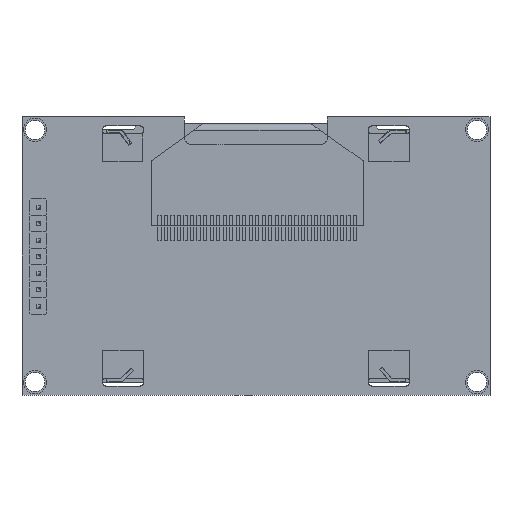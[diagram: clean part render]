
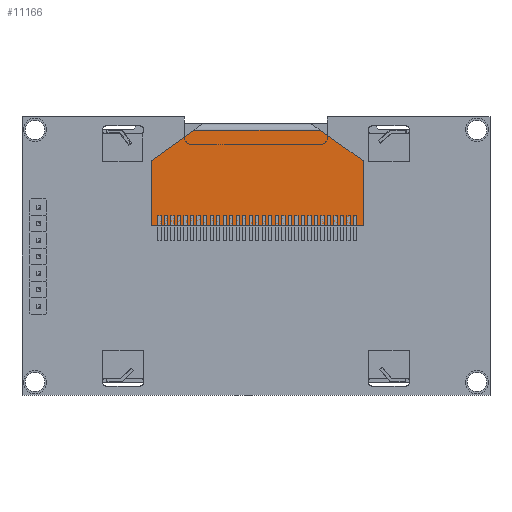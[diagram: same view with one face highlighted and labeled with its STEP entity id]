
A CAD part, front view. The second image highlights one B-rep face of the part: STEP entity #11166.
In plain terms, the highlighted planar face has unit normal (0, -1, 0).
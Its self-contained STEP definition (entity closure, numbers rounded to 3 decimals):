
#597=PLANE('',#12236);
#1297=FACE_OUTER_BOUND('',#2045,.T.);
#2045=EDGE_LOOP('',(#9627,#9628,#9629,#9630,#9631,#9632));
#3031=LINE('',#18030,#4262);
#3032=LINE('',#18032,#4263);
#3033=LINE('',#18034,#4264);
#3034=LINE('',#18036,#4265);
#3035=LINE('',#18038,#4266);
#3036=LINE('',#18039,#4267);
#4262=VECTOR('',#14758,10.);
#4263=VECTOR('',#14759,10.);
#4264=VECTOR('',#14760,10.);
#4265=VECTOR('',#14761,10.);
#4266=VECTOR('',#14762,10.);
#4267=VECTOR('',#14763,10.);
#5679=VERTEX_POINT('',#18028);
#5680=VERTEX_POINT('',#18029);
#5681=VERTEX_POINT('',#18031);
#5682=VERTEX_POINT('',#18033);
#5683=VERTEX_POINT('',#18035);
#5684=VERTEX_POINT('',#18037);
#7035=EDGE_CURVE('',#5679,#5680,#3031,.T.);
#7036=EDGE_CURVE('',#5681,#5680,#3032,.T.);
#7037=EDGE_CURVE('',#5681,#5682,#3033,.T.);
#7038=EDGE_CURVE('',#5683,#5682,#3034,.T.);
#7039=EDGE_CURVE('',#5683,#5684,#3035,.T.);
#7040=EDGE_CURVE('',#5679,#5684,#3036,.T.);
#9627=ORIENTED_EDGE('',*,*,#7035,.T.);
#9628=ORIENTED_EDGE('',*,*,#7036,.F.);
#9629=ORIENTED_EDGE('',*,*,#7037,.T.);
#9630=ORIENTED_EDGE('',*,*,#7038,.F.);
#9631=ORIENTED_EDGE('',*,*,#7039,.T.);
#9632=ORIENTED_EDGE('',*,*,#7040,.F.);
#11166=ADVANCED_FACE('',(#1297),#597,.T.);
#12236=AXIS2_PLACEMENT_3D('',#18027,#14756,#14757);
#14756=DIRECTION('center_axis',(0.,-1.,0.));
#14757=DIRECTION('ref_axis',(0.,0.,-1.));
#14758=DIRECTION('',(-0.816,0.,0.578));
#14759=DIRECTION('',(1.,0.,0.));
#14760=DIRECTION('',(-0.812,0.,-0.584));
#14761=DIRECTION('',(0.,0.,1.));
#14762=DIRECTION('',(1.,0.,0.));
#14763=DIRECTION('',(0.,0.,-1.));
#18027=CARTESIAN_POINT('Origin',(23.845,-0.05,43.152));
#18028=CARTESIAN_POINT('',(56.445,-0.05,38.487));
#18029=CARTESIAN_POINT('',(49.857,-0.05,43.152));
#18030=CARTESIAN_POINT('',(44.489,-0.05,46.954));
#18031=CARTESIAN_POINT('',(30.335,-0.05,43.152));
#18032=CARTESIAN_POINT('',(23.845,-0.05,43.152));
#18033=CARTESIAN_POINT('',(23.845,-0.05,38.487));
#18034=CARTESIAN_POINT('',(28.95,-0.05,42.157));
#18035=CARTESIAN_POINT('',(23.845,-0.05,28.487));
#18036=CARTESIAN_POINT('',(23.845,-0.05,28.487));
#18037=CARTESIAN_POINT('',(56.445,-0.05,28.487));
#18038=CARTESIAN_POINT('',(23.845,-0.05,28.487));
#18039=CARTESIAN_POINT('',(56.445,-0.05,28.487));
